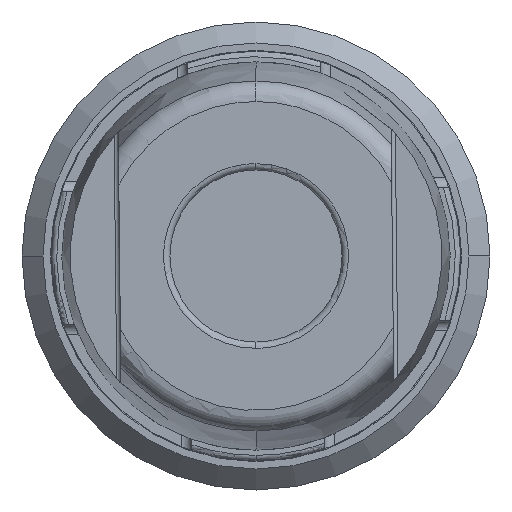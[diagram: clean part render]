
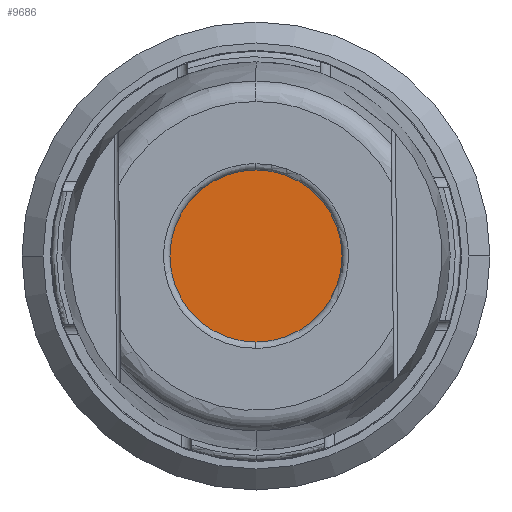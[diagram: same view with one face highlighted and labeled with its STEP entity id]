
A CAD part, left-side view. The second image highlights one B-rep face of the part: STEP entity #9686.
In plain terms, the highlighted planar face has unit normal (-1, 0, 0).
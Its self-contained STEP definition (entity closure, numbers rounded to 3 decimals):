
#1433 = ORIENTED_EDGE ( 'NONE', *, *, #6823, .F. ) ;
#1742 = DIRECTION ( 'NONE',  ( -1., 0., 0. ) ) ;
#3591 = EDGE_LOOP ( 'NONE', ( #1433, #3885 ) ) ;
#3656 = CARTESIAN_POINT ( 'NONE',  ( -19.65, 0., 4.1 ) ) ;
#3885 = ORIENTED_EDGE ( 'NONE', *, *, #25383, .F. ) ;
#4230 = VERTEX_POINT ( 'NONE', #27235 ) ;
#6823 = EDGE_CURVE ( 'NONE', #16527, #4230, #27004, .T. ) ;
#6918 = DIRECTION ( 'NONE',  ( 0., 0., 1. ) ) ;
#7871 = AXIS2_PLACEMENT_3D ( 'NONE', #26588, #14861, #10473 ) ;
#9097 = PLANE ( 'NONE',  #28135 ) ;
#9195 = CARTESIAN_POINT ( 'NONE',  ( -19.65, 0., 2.05 ) ) ;
#9686 = ADVANCED_FACE ( 'NONE', ( #13099 ), #9097, .T. ) ;
#10473 = DIRECTION ( 'NONE',  ( 0., 0., 1. ) ) ;
#11934 = DIRECTION ( 'NONE',  ( 0., 0., 1. ) ) ;
#13099 = FACE_OUTER_BOUND ( 'NONE', #3591, .T. ) ;
#14861 = DIRECTION ( 'NONE',  ( 1., 0., 0. ) ) ;
#16527 = VERTEX_POINT ( 'NONE', #3656 ) ;
#17169 = AXIS2_PLACEMENT_3D ( 'NONE', #25921, #21257, #11934 ) ;
#17362 = CIRCLE ( 'NONE', #7871, 4.1 ) ;
#21257 = DIRECTION ( 'NONE',  ( 1., 0., 0. ) ) ;
#25383 = EDGE_CURVE ( 'NONE', #4230, #16527, #17362, .T. ) ;
#25921 = CARTESIAN_POINT ( 'NONE',  ( -19.65, 0., 0. ) ) ;
#26588 = CARTESIAN_POINT ( 'NONE',  ( -19.65, 0., 0. ) ) ;
#27004 = CIRCLE ( 'NONE', #17169, 4.1 ) ;
#27235 = CARTESIAN_POINT ( 'NONE',  ( -19.65, 0., -4.1 ) ) ;
#28135 = AXIS2_PLACEMENT_3D ( 'NONE', #9195, #1742, #6918 ) ;
